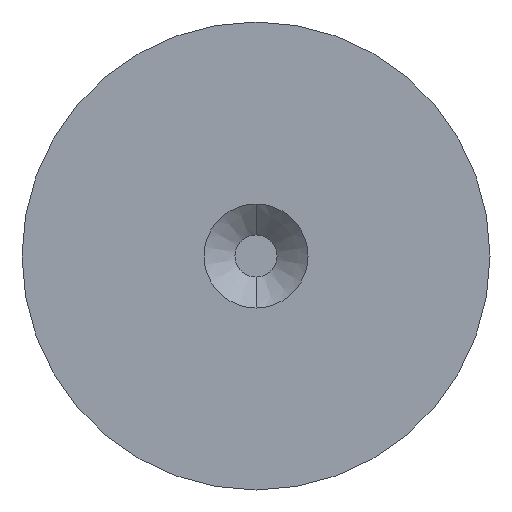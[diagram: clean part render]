
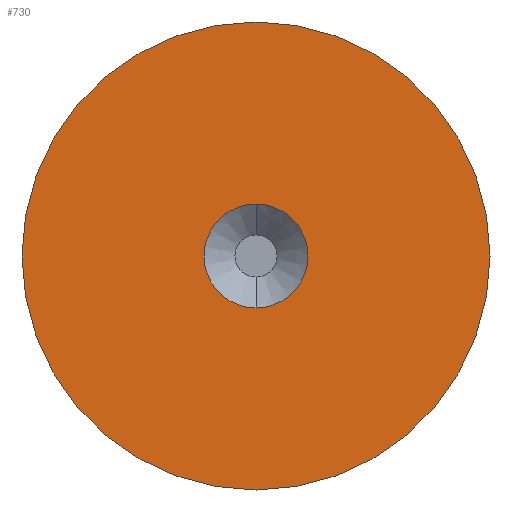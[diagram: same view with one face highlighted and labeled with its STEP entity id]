
A CAD part, front view. The second image highlights one B-rep face of the part: STEP entity #730.
In plain terms, the highlighted planar face has unit normal (0, -1, 0).
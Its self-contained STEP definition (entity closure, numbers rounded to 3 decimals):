
#5 = CARTESIAN_POINT ( 'NONE',  ( 0., -2., 4.5 ) ) ;
#94 = CARTESIAN_POINT ( 'NONE',  ( 0., -2., 0. ) ) ;
#103 = AXIS2_PLACEMENT_3D ( 'NONE', #605, #1550, #2619 ) ;
#192 = AXIS2_PLACEMENT_3D ( 'NONE', #2210, #670, #2450 ) ;
#209 = EDGE_CURVE ( 'NONE', #1244, #1628, #1089, .T. ) ;
#238 = DIRECTION ( 'NONE',  ( 0., -1., 0. ) ) ;
#239 = DIRECTION ( 'NONE',  ( 0., -1., 0. ) ) ;
#371 = EDGE_LOOP ( 'NONE', ( #2308, #888 ) ) ;
#374 = EDGE_CURVE ( 'NONE', #1628, #1244, #1934, .T. ) ;
#602 = ORIENTED_EDGE ( 'NONE', *, *, #1828, .T. ) ;
#605 = CARTESIAN_POINT ( 'NONE',  ( 0., -2., 0. ) ) ;
#659 = CIRCLE ( 'NONE', #2034, 4.5 ) ;
#670 = DIRECTION ( 'NONE',  ( 0., -1., 0. ) ) ;
#730 = ADVANCED_FACE ( 'NONE', ( #2880, #1801 ), #1529, .T. ) ;
#888 = ORIENTED_EDGE ( 'NONE', *, *, #374, .F. ) ;
#970 = AXIS2_PLACEMENT_3D ( 'NONE', #1981, #238, #2707 ) ;
#986 = DIRECTION ( 'NONE',  ( 0., -1., 0. ) ) ;
#1085 = CARTESIAN_POINT ( 'NONE',  ( 0., -2., 1. ) ) ;
#1089 = CIRCLE ( 'NONE', #103, 1. ) ;
#1135 = CIRCLE ( 'NONE', #2170, 4.5 ) ;
#1244 = VERTEX_POINT ( 'NONE', #2052 ) ;
#1334 = VERTEX_POINT ( 'NONE', #5 ) ;
#1360 = CARTESIAN_POINT ( 'NONE',  ( 0., -2., 0. ) ) ;
#1402 = DIRECTION ( 'NONE',  ( 0., 0., -1. ) ) ;
#1529 = PLANE ( 'NONE',  #970 ) ;
#1550 = DIRECTION ( 'NONE',  ( 0., -1., 0. ) ) ;
#1628 = VERTEX_POINT ( 'NONE', #1085 ) ;
#1669 = DIRECTION ( 'NONE',  ( 0., 0., -1. ) ) ;
#1679 = EDGE_LOOP ( 'NONE', ( #602, #2882 ) ) ;
#1801 = FACE_OUTER_BOUND ( 'NONE', #1679, .T. ) ;
#1828 = EDGE_CURVE ( 'NONE', #1334, #2856, #1135, .T. ) ;
#1918 = EDGE_CURVE ( 'NONE', #2856, #1334, #659, .T. ) ;
#1934 = CIRCLE ( 'NONE', #192, 1. ) ;
#1981 = CARTESIAN_POINT ( 'NONE',  ( 0., -2., 0. ) ) ;
#2034 = AXIS2_PLACEMENT_3D ( 'NONE', #94, #986, #1669 ) ;
#2052 = CARTESIAN_POINT ( 'NONE',  ( 0., -2., -1. ) ) ;
#2170 = AXIS2_PLACEMENT_3D ( 'NONE', #1360, #239, #1402 ) ;
#2210 = CARTESIAN_POINT ( 'NONE',  ( 0., -2., 0. ) ) ;
#2308 = ORIENTED_EDGE ( 'NONE', *, *, #209, .F. ) ;
#2450 = DIRECTION ( 'NONE',  ( 0., 0., -1. ) ) ;
#2619 = DIRECTION ( 'NONE',  ( 0., 0., -1. ) ) ;
#2707 = DIRECTION ( 'NONE',  ( 0., 0., -1. ) ) ;
#2846 = CARTESIAN_POINT ( 'NONE',  ( 0., -2., -4.5 ) ) ;
#2856 = VERTEX_POINT ( 'NONE', #2846 ) ;
#2880 = FACE_BOUND ( 'NONE', #371, .T. ) ;
#2882 = ORIENTED_EDGE ( 'NONE', *, *, #1918, .T. ) ;
